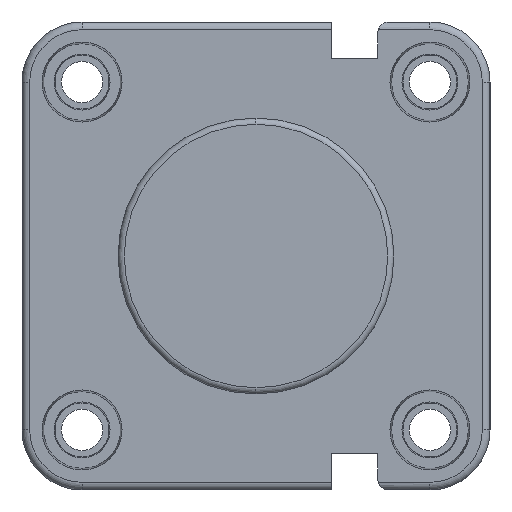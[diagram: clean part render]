
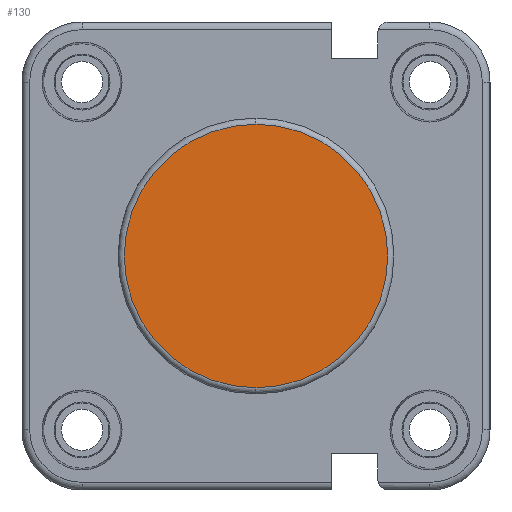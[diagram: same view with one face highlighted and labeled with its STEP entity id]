
A CAD part, left-side view. The second image highlights one B-rep face of the part: STEP entity #130.
In plain terms, the highlighted planar face has unit normal (-1, 0, 0).
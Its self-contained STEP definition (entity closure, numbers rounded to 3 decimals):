
#130 = ADVANCED_FACE ( 'NONE', ( #13190 ), #17932, .T. ) ;
#1257 = CARTESIAN_POINT ( 'NONE',  ( 0., 0., 0. ) ) ;
#1313 = CARTESIAN_POINT ( 'NONE',  ( 0., 0., -21.4 ) ) ;
#1317 = DIRECTION ( 'NONE',  ( 0., 0., 1. ) ) ;
#1586 = AXIS2_PLACEMENT_3D ( 'NONE', #6788, #12677, #3486 ) ;
#3486 = DIRECTION ( 'NONE',  ( 0., 0., 1. ) ) ;
#5168 = ORIENTED_EDGE ( 'NONE', *, *, #19571, .T. ) ;
#5343 = VERTEX_POINT ( 'NONE', #12843 ) ;
#5946 = DIRECTION ( 'NONE',  ( 0., 0., 1. ) ) ;
#6788 = CARTESIAN_POINT ( 'NONE',  ( 0., 0., 0. ) ) ;
#7493 = DIRECTION ( 'NONE',  ( -1., 0., 0. ) ) ;
#7799 = VERTEX_POINT ( 'NONE', #1313 ) ;
#9487 = EDGE_LOOP ( 'NONE', ( #12472, #5168 ) ) ;
#12472 = ORIENTED_EDGE ( 'NONE', *, *, #19051, .T. ) ;
#12677 = DIRECTION ( 'NONE',  ( -1., 0., 0. ) ) ;
#12843 = CARTESIAN_POINT ( 'NONE',  ( 0., 0., 21.4 ) ) ;
#13190 = FACE_OUTER_BOUND ( 'NONE', #9487, .T. ) ;
#13461 = DIRECTION ( 'NONE',  ( -1., 0., 0. ) ) ;
#14697 = AXIS2_PLACEMENT_3D ( 'NONE', #19604, #7493, #5946 ) ;
#16958 = CIRCLE ( 'NONE', #14697, 21.4 ) ;
#17680 = CIRCLE ( 'NONE', #1586, 21.4 ) ;
#17932 = PLANE ( 'NONE',  #19481 ) ;
#19051 = EDGE_CURVE ( 'NONE', #5343, #7799, #17680, .T. ) ;
#19481 = AXIS2_PLACEMENT_3D ( 'NONE', #1257, #13461, #1317 ) ;
#19571 = EDGE_CURVE ( 'NONE', #7799, #5343, #16958, .T. ) ;
#19604 = CARTESIAN_POINT ( 'NONE',  ( 0., 0., 0. ) ) ;
